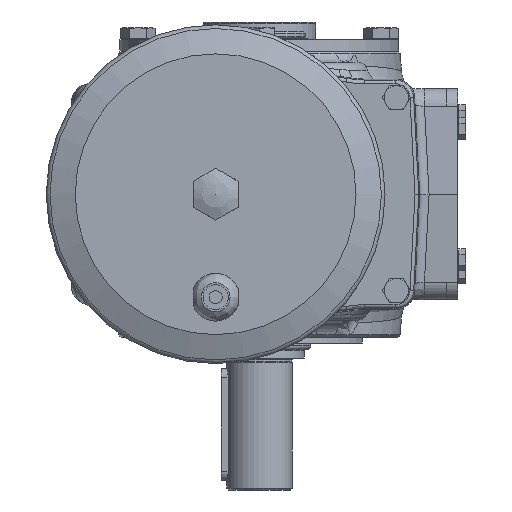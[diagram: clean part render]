
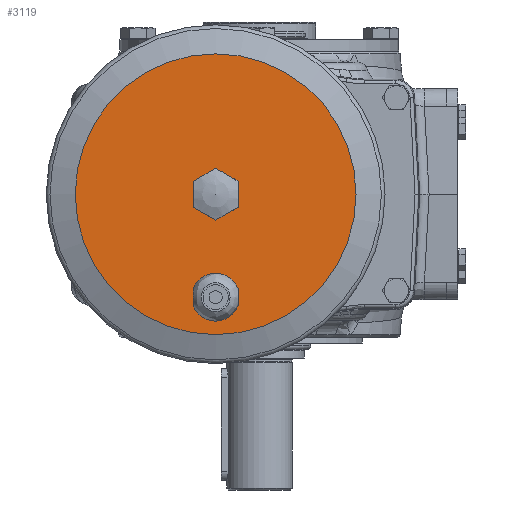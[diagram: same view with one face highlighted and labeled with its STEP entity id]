
A CAD part, left-side view. The second image highlights one B-rep face of the part: STEP entity #3119.
In plain terms, the highlighted planar face has unit normal (-1, 0, 0).
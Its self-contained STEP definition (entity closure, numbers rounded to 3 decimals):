
#3119 = ADVANCED_FACE( '', ( #6688, #6689, #6690 ), #6691, .T. );
#6688 = FACE_BOUND( '', #20974, .T. );
#6689 = FACE_OUTER_BOUND( '', #20975, .T. );
#6690 = FACE_BOUND( '', #20976, .T. );
#6691 = PLANE( '', #20977 );
#20974 = EDGE_LOOP( '', ( #28873, #28874, #28875, #28876 ) );
#20975 = EDGE_LOOP( '', ( #28877 ) );
#20976 = EDGE_LOOP( '', ( #28878, #28879, #28880, #28881, #28882, #28883 ) );
#20977 = AXIS2_PLACEMENT_3D( '', #28884, #28885, #28886 );
#28873 = ORIENTED_EDGE( '', *, *, #29960, .F. );
#28874 = ORIENTED_EDGE( '', *, *, #31712, .F. );
#28875 = ORIENTED_EDGE( '', *, *, #31699, .F. );
#28876 = ORIENTED_EDGE( '', *, *, #30287, .T. );
#28877 = ORIENTED_EDGE( '', *, *, #30710, .T. );
#28878 = ORIENTED_EDGE( '', *, *, #29317, .T. );
#28879 = ORIENTED_EDGE( '', *, *, #29708, .T. );
#28880 = ORIENTED_EDGE( '', *, *, #31625, .T. );
#28881 = ORIENTED_EDGE( '', *, *, #30648, .T. );
#28882 = ORIENTED_EDGE( '', *, *, #30423, .T. );
#28883 = ORIENTED_EDGE( '', *, *, #31097, .T. );
#28884 = CARTESIAN_POINT( '', ( -623.9, 23.4, -75. ) );
#28885 = DIRECTION( '', ( -1., 0., 0. ) );
#28886 = DIRECTION( '', ( 0., 0., -1. ) );
#29317 = EDGE_CURVE( '', #32622, #32626, #32628, .T. );
#29708 = EDGE_CURVE( '', #32626, #33274, #33276, .T. );
#29960 = EDGE_CURVE( '', #33690, #33691, #33692, .T. );
#30287 = EDGE_CURVE( '', #34186, #33691, #34187, .T. );
#30423 = EDGE_CURVE( '', #34384, #34386, #34388, .T. );
#30648 = EDGE_CURVE( '', #34711, #34384, #34713, .T. );
#30710 = EDGE_CURVE( '', #34795, #34795, #34796, .T. );
#31097 = EDGE_CURVE( '', #34386, #32622, #35320, .T. );
#31625 = EDGE_CURVE( '', #33274, #34711, #35973, .T. );
#31699 = EDGE_CURVE( '', #34186, #36066, #36067, .T. );
#31712 = EDGE_CURVE( '', #36066, #33690, #36080, .T. );
#32622 = VERTEX_POINT( '', #37976 );
#32626 = VERTEX_POINT( '', #37981 );
#32628 = LINE( '', #37984, #37985 );
#33274 = VERTEX_POINT( '', #39179 );
#33276 = LINE( '', #39182, #39183 );
#33690 = VERTEX_POINT( '', #40083 );
#33691 = VERTEX_POINT( '', #40084 );
#33692 = CIRCLE( '', #40085, 12.8 );
#34186 = VERTEX_POINT( '', #40972 );
#34187 = LINE( '', #40973, #40974 );
#34384 = VERTEX_POINT( '', #41375 );
#34386 = VERTEX_POINT( '', #41378 );
#34388 = LINE( '', #41381, #41382 );
#34711 = VERTEX_POINT( '', #42414 );
#34713 = LINE( '', #42417, #42418 );
#34795 = VERTEX_POINT( '', #42577 );
#34796 = CIRCLE( '', #42578, 75. );
#35320 = LINE( '', #43495, #43496 );
#35973 = LINE( '', #44915, #44916 );
#36066 = VERTEX_POINT( '', #45051 );
#36067 = CIRCLE( '', #45052, 12.8 );
#36080 = LINE( '', #45072, #45073 );
#37976 = CARTESIAN_POINT( '', ( -623.9, 35.4, 6.928 ) );
#37981 = CARTESIAN_POINT( '', ( -623.9, 23.4, 13.856 ) );
#37984 = CARTESIAN_POINT( '', ( -623.9, 35.4, 6.928 ) );
#37985 = VECTOR( '', #46113, 1000. );
#39179 = CARTESIAN_POINT( '', ( -623.9, 11.4, 6.928 ) );
#39182 = CARTESIAN_POINT( '', ( -623.9, 23.4, 13.856 ) );
#39183 = VECTOR( '', #46598, 1000. );
#40083 = CARTESIAN_POINT( '', ( -623.9, 11.4, -50.546 ) );
#40084 = CARTESIAN_POINT( '', ( -623.9, 35.4, -50.546 ) );
#40085 = AXIS2_PLACEMENT_3D( '', #46881, #46882, #46883 );
#40972 = CARTESIAN_POINT( '', ( -623.9, 35.4, -59.454 ) );
#40973 = CARTESIAN_POINT( '', ( -623.9, 35.4, -59.454 ) );
#40974 = VECTOR( '', #47274, 1000. );
#41375 = CARTESIAN_POINT( '', ( -623.9, 23.4, -13.856 ) );
#41378 = CARTESIAN_POINT( '', ( -623.9, 35.4, -6.928 ) );
#41381 = CARTESIAN_POINT( '', ( -623.9, 23.4, -13.856 ) );
#41382 = VECTOR( '', #47453, 1000. );
#42414 = CARTESIAN_POINT( '', ( -623.9, 11.4, -6.928 ) );
#42417 = CARTESIAN_POINT( '', ( -623.9, 11.4, -6.928 ) );
#42418 = VECTOR( '', #47694, 1000. );
#42577 = CARTESIAN_POINT( '', ( -623.9, 23.4, -75. ) );
#42578 = AXIS2_PLACEMENT_3D( '', #47753, #47754, #47755 );
#43495 = CARTESIAN_POINT( '', ( -623.9, 35.4, -6.928 ) );
#43496 = VECTOR( '', #48240, 1000. );
#44915 = CARTESIAN_POINT( '', ( -623.9, 11.4, 6.928 ) );
#44916 = VECTOR( '', #48767, 1000. );
#45051 = CARTESIAN_POINT( '', ( -623.9, 11.4, -59.454 ) );
#45052 = AXIS2_PLACEMENT_3D( '', #48832, #48833, #48834 );
#45072 = CARTESIAN_POINT( '', ( -623.9, 11.4, -59.454 ) );
#45073 = VECTOR( '', #48842, 1000. );
#46113 = DIRECTION( '', ( 0., -0.866, 0.5 ) );
#46598 = DIRECTION( '', ( 0., -0.866, -0.5 ) );
#46881 = CARTESIAN_POINT( '', ( -623.9, 23.4, -55. ) );
#46882 = DIRECTION( '', ( -1., 0., 0. ) );
#46883 = DIRECTION( '', ( 0., 0., -1. ) );
#47274 = DIRECTION( '', ( 0., 0., 1. ) );
#47453 = DIRECTION( '', ( 0., 0.866, 0.5 ) );
#47694 = DIRECTION( '', ( 0., 0.866, -0.5 ) );
#47753 = CARTESIAN_POINT( '', ( -623.9, 23.4, 0. ) );
#47754 = DIRECTION( '', ( -1., 0., 0. ) );
#47755 = DIRECTION( '', ( 0., 0., -1. ) );
#48240 = DIRECTION( '', ( 0., 0., 1. ) );
#48767 = DIRECTION( '', ( 0., 0., -1. ) );
#48832 = CARTESIAN_POINT( '', ( -623.9, 23.4, -55. ) );
#48833 = DIRECTION( '', ( -1., 0., 0. ) );
#48834 = DIRECTION( '', ( 0., 0., -1. ) );
#48842 = DIRECTION( '', ( 0., 0., 1. ) );
